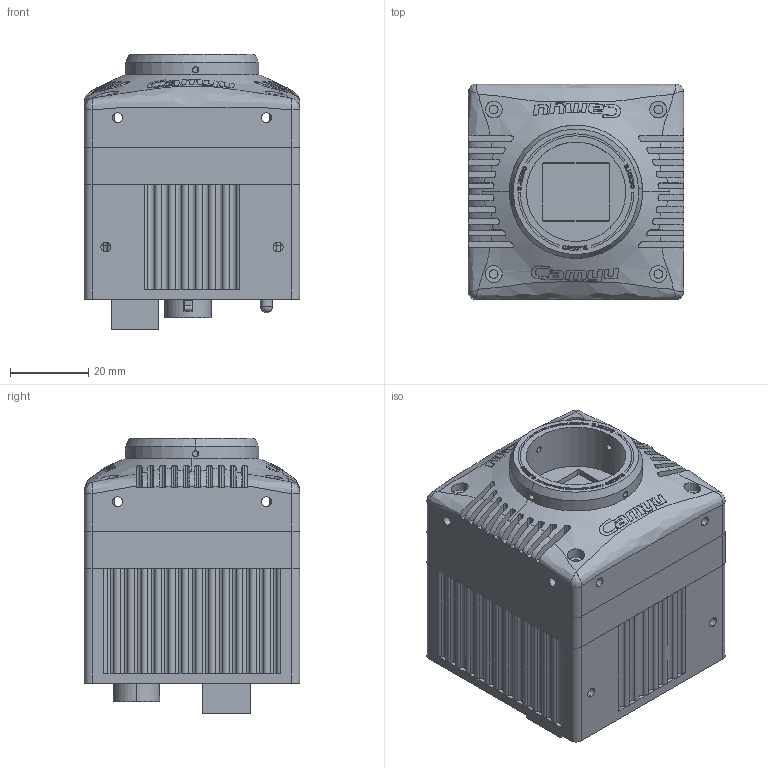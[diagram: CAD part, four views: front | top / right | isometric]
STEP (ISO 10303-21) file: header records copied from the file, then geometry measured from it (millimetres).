
FILE_DESCRIPTION (( 'STEP AP214' ), '1' );
FILE_NAME ('AH9-GEÍâ·¢´øcmos.STEP', '2023-06-19T09:29:51', ( '' ), ( '' ), 'SwSTEP 2.0', 'SolidWorks 2019', '' );
FILE_SCHEMA (( 'AUTOMOTIVE_DESIGN' ));
Length unit declared in the file: millimetre
Products named in the file (1): AH9-GE俋楷湍cmos
Bounding box: 55 x 55 x 70.35 mm (x, y, z)
Surface area: 28126.3 mm2 (no closed solid volume)
Topology: 0 solids, 35 shells, 779 faces, 3085 edges, 2279 vertices
Faces by surface type: plane 287, cylinder 272, bspline 210, cone 8, torus 2
Entity records: 62380 total; most frequent: CARTESIAN_POINT 31152, ORIENTED_EDGE 4743, DIRECTION 3669, EDGE_CURVE 3081, VERTEX_POINT 2279, LINE 1249, VECTOR 1249, AXIS2_PLACEMENT_3D 1210
